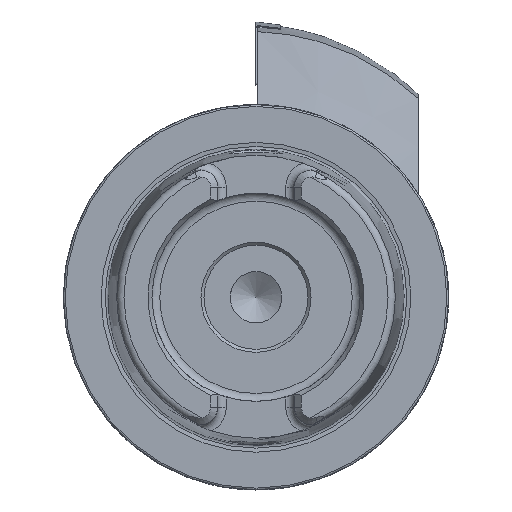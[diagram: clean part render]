
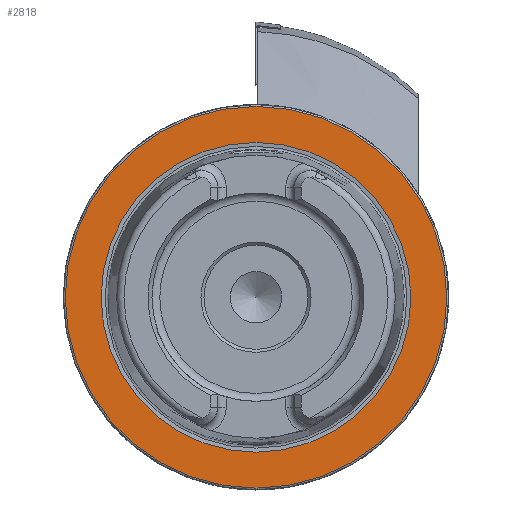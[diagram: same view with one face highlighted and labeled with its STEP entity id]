
A CAD part, left-side view. The second image highlights one B-rep face of the part: STEP entity #2818.
In plain terms, the highlighted planar face has unit normal (-1, 0, 0).
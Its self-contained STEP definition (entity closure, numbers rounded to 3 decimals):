
#591 = DIRECTION ( 'NONE',  ( 0., 0., 1. ) ) ;
#942 = VERTEX_POINT ( 'NONE', #7304 ) ;
#2066 = AXIS2_PLACEMENT_3D ( 'NONE', #7669, #4637, #5309 ) ;
#2133 = DIRECTION ( 'NONE',  ( -1., 0., 0. ) ) ;
#2203 = CARTESIAN_POINT ( 'NONE',  ( 0., 0., 0. ) ) ;
#2798 = CIRCLE ( 'NONE', #3408, 31.2 ) ;
#2800 = ORIENTED_EDGE ( 'NONE', *, *, #5092, .F. ) ;
#2818 = ADVANCED_FACE ( 'NONE', ( #7421, #4826 ), #6100, .F. ) ;
#3408 = AXIS2_PLACEMENT_3D ( 'NONE', #2203, #4551, #4374 ) ;
#4374 = DIRECTION ( 'NONE',  ( 0., 0., 1. ) ) ;
#4551 = DIRECTION ( 'NONE',  ( -1., 0., 0. ) ) ;
#4637 = DIRECTION ( 'NONE',  ( 1., 0., 0. ) ) ;
#4826 = FACE_OUTER_BOUND ( 'NONE', #8276, .T. ) ;
#4903 = ORIENTED_EDGE ( 'NONE', *, *, #5843, .T. ) ;
#5092 = EDGE_CURVE ( 'NONE', #7592, #7592, #8460, .T. ) ;
#5309 = DIRECTION ( 'NONE',  ( 0., 0., -1. ) ) ;
#5403 = CARTESIAN_POINT ( 'NONE',  ( 0., 0., 0. ) ) ;
#5843 = EDGE_CURVE ( 'NONE', #942, #942, #2798, .T. ) ;
#6100 = PLANE ( 'NONE',  #2066 ) ;
#6181 = CARTESIAN_POINT ( 'NONE',  ( 0., 0., 25.324 ) ) ;
#6706 = AXIS2_PLACEMENT_3D ( 'NONE', #5403, #2133, #591 ) ;
#7304 = CARTESIAN_POINT ( 'NONE',  ( 0., 0., 31.2 ) ) ;
#7421 = FACE_BOUND ( 'NONE', #9778, .T. ) ;
#7592 = VERTEX_POINT ( 'NONE', #6181 ) ;
#7669 = CARTESIAN_POINT ( 'NONE',  ( 0., 31.2, 0. ) ) ;
#8276 = EDGE_LOOP ( 'NONE', ( #4903 ) ) ;
#8460 = CIRCLE ( 'NONE', #6706, 25.324 ) ;
#9778 = EDGE_LOOP ( 'NONE', ( #2800 ) ) ;
